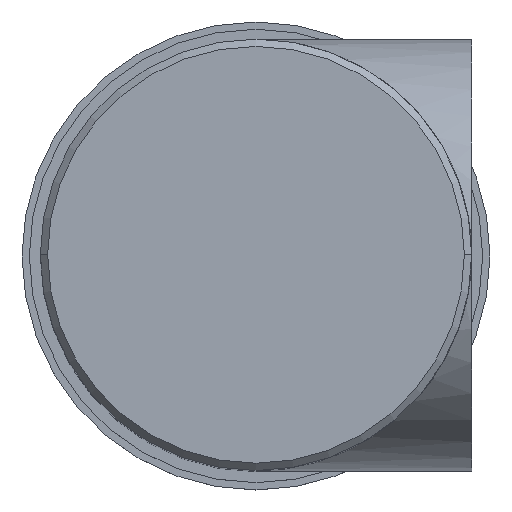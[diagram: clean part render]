
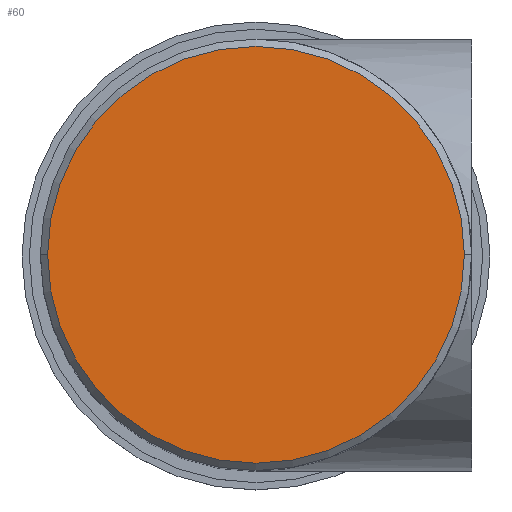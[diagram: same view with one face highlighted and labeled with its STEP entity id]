
A CAD part, top view. The second image highlights one B-rep face of the part: STEP entity #60.
In plain terms, the highlighted planar face has unit normal (0, 0, 1).
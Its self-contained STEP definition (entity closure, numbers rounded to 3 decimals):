
#41 = ORIENTED_EDGE ( 'NONE', *, *, #346, .T. ) ;
#46 = PLANE ( 'NONE',  #303 ) ;
#56 = EDGE_LOOP ( 'NONE', ( #41, #191 ) ) ;
#57 = FACE_OUTER_BOUND ( 'NONE', #56, .T. ) ;
#60 = ADVANCED_FACE ( 'NONE', ( #57 ), #46, .T. ) ;
#88 = CARTESIAN_POINT ( 'NONE',  ( 0., 0., 238.76 ) ) ;
#121 = DIRECTION ( 'NONE',  ( 1., 0., 0. ) ) ;
#137 = DIRECTION ( 'NONE',  ( 0., 0., 1. ) ) ;
#159 = CARTESIAN_POINT ( 'NONE',  ( 0., 0., 238.76 ) ) ;
#173 = AXIS2_PLACEMENT_3D ( 'NONE', #159, #382, #469 ) ;
#191 = ORIENTED_EDGE ( 'NONE', *, *, #240, .T. ) ;
#200 = DIRECTION ( 'NONE',  ( 1., 0., 0. ) ) ;
#234 = VERTEX_POINT ( 'NONE', #424 ) ;
#240 = EDGE_CURVE ( 'NONE', #262, #234, #467, .T. ) ;
#242 = DIRECTION ( 'NONE',  ( 0., 0., 1. ) ) ;
#262 = VERTEX_POINT ( 'NONE', #328 ) ;
#303 = AXIS2_PLACEMENT_3D ( 'NONE', #453, #242, #121 ) ;
#317 = CIRCLE ( 'NONE', #344, 72.39 ) ;
#328 = CARTESIAN_POINT ( 'NONE',  ( 72.39, 0., 238.76 ) ) ;
#344 = AXIS2_PLACEMENT_3D ( 'NONE', #88, #137, #200 ) ;
#346 = EDGE_CURVE ( 'NONE', #234, #262, #317, .T. ) ;
#382 = DIRECTION ( 'NONE',  ( 0., 0., 1. ) ) ;
#424 = CARTESIAN_POINT ( 'NONE',  ( -72.39, 0., 238.76 ) ) ;
#453 = CARTESIAN_POINT ( 'NONE',  ( 0., 0., 238.76 ) ) ;
#467 = CIRCLE ( 'NONE', #173, 72.39 ) ;
#469 = DIRECTION ( 'NONE',  ( 1., 0., 0. ) ) ;
